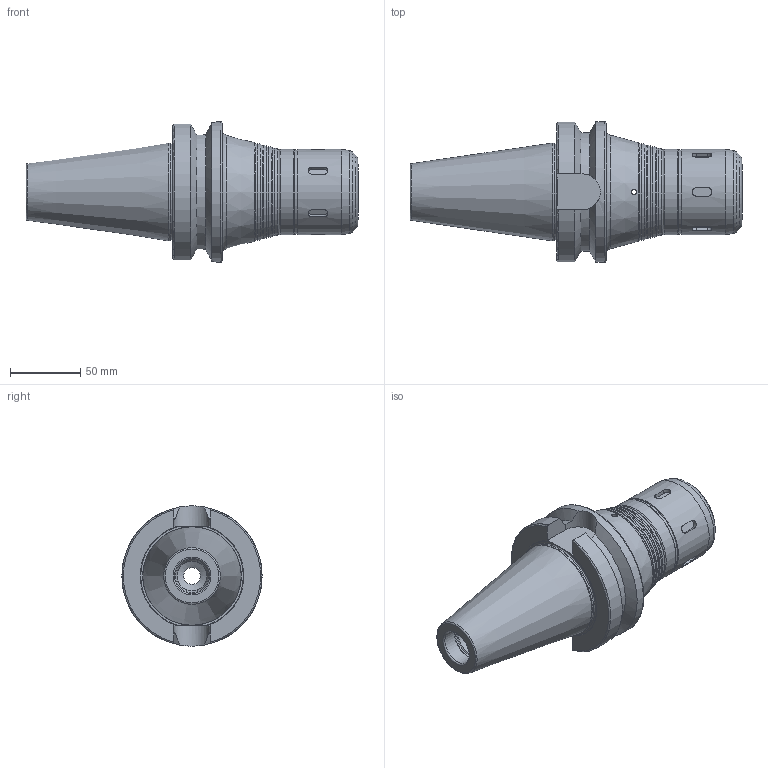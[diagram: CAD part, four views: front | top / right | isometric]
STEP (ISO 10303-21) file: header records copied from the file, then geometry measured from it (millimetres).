
FILE_DESCRIPTION((''),'2;1');
FILE_NAME('314040525135-3D.stp','2020-04-01T10:45:11',('nttooll'),(''),'Autodesk Inventor 2012','Autodesk Inventor 2012','');
FILE_SCHEMA(('AUTOMOTIVE_DESIGN { 1 0 10303 214 1 1 1 1 }'));
Length unit declared in the file: millimetre
Products named in the file (1): 314040525135-3D
Bounding box: 236.8 x 100 x 100 mm (x, y, z)
Volume: 721857.8 mm3; surface area: 81254.1 mm2
Topology: 1 solids, 1 shells, 125 faces, 278 edges, 171 vertices
Faces by surface type: plane 38, cylinder 37, cone 34, torus 16
Full cylindrical faces by diameter (mm): 3.4 x2, 4 x2, 12 x1, 21 x1, 21.3 x1, 24 x1, 25 x2, 25.2 x1, 25.4 x1, 25.5 x1, 49 x1, 60 x1, 61 x2, 68.9 x1, 100 x1
Entity records: 3478 total; most frequent: CARTESIAN_POINT 950, DIRECTION 526, ORIENTED_EDGE 424, AXIS2_PLACEMENT_3D 226, EDGE_CURVE 212, EDGE_LOOP 208, VERTEX_POINT 166, FACE_OUTER_BOUND 125
